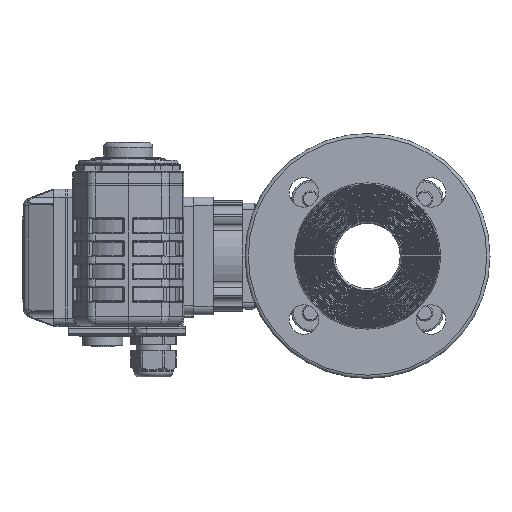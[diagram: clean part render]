
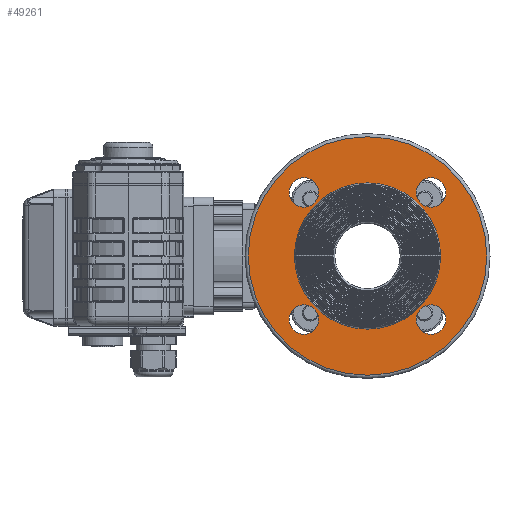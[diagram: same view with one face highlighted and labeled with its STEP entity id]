
A CAD part, left-side view. The second image highlights one B-rep face of the part: STEP entity #49261.
In plain terms, the highlighted planar face has unit normal (-1, 0, 0).
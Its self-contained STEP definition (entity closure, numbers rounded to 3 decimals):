
#9181=PLANE('',#52980);
#12487=ORIENTED_EDGE('',*,*,#26486,.T.);
#12488=ORIENTED_EDGE('',*,*,#26487,.F.);
#12489=ORIENTED_EDGE('',*,*,#26488,.F.);
#12490=ORIENTED_EDGE('',*,*,#26489,.F.);
#12491=ORIENTED_EDGE('',*,*,#26490,.F.);
#12492=ORIENTED_EDGE('',*,*,#26491,.F.);
#26486=EDGE_CURVE('',#33452,#33452,#37750,.T.);
#26487=EDGE_CURVE('',#33453,#33453,#37751,.T.);
#26488=EDGE_CURVE('',#33454,#33454,#37752,.T.);
#26489=EDGE_CURVE('',#33455,#33455,#37753,.T.);
#26490=EDGE_CURVE('',#33456,#33456,#37754,.T.);
#26491=EDGE_CURVE('',#33457,#33457,#37755,.T.);
#33452=VERTEX_POINT('',#101024);
#33453=VERTEX_POINT('',#101026);
#33454=VERTEX_POINT('',#101028);
#33455=VERTEX_POINT('',#101030);
#33456=VERTEX_POINT('',#101032);
#33457=VERTEX_POINT('',#101034);
#37750=CIRCLE('',#52981,73.);
#37751=CIRCLE('',#52982,44.75);
#37752=CIRCLE('',#52983,9.);
#37753=CIRCLE('',#52984,9.);
#37754=CIRCLE('',#52985,9.);
#37755=CIRCLE('',#52986,9.);
#40598=EDGE_LOOP('',(#12487));
#40599=EDGE_LOOP('',(#12488));
#40600=EDGE_LOOP('',(#12489));
#40601=EDGE_LOOP('',(#12490));
#40602=EDGE_LOOP('',(#12491));
#40603=EDGE_LOOP('',(#12492));
#44436=FACE_BOUND('',#40598,.T.);
#44437=FACE_BOUND('',#40599,.T.);
#44438=FACE_BOUND('',#40600,.T.);
#44439=FACE_BOUND('',#40601,.T.);
#44440=FACE_BOUND('',#40602,.T.);
#44441=FACE_BOUND('',#40603,.T.);
#49261=ADVANCED_FACE('',(#44436,#44437,#44438,#44439,#44440,#44441),#9181,
 .F.);
#52980=AXIS2_PLACEMENT_3D('',#101022,#59606,#59607);
#52981=AXIS2_PLACEMENT_3D('',#101023,#59608,#59609);
#52982=AXIS2_PLACEMENT_3D('',#101025,#59610,#59611);
#52983=AXIS2_PLACEMENT_3D('',#101027,#59612,#59613);
#52984=AXIS2_PLACEMENT_3D('',#101029,#59614,#59615);
#52985=AXIS2_PLACEMENT_3D('',#101031,#59616,#59617);
#52986=AXIS2_PLACEMENT_3D('',#101033,#59618,#59619);
#59606=DIRECTION('',(1.,0.,0.));
#59607=DIRECTION('',(0.,0.,-1.));
#59608=DIRECTION('',(-1.,0.,0.));
#59609=DIRECTION('',(0.,0.,1.));
#59610=DIRECTION('',(-1.,0.,0.));
#59611=DIRECTION('',(0.,0.,1.));
#59612=DIRECTION('',(-1.,0.,0.));
#59613=DIRECTION('',(0.,0.,1.));
#59614=DIRECTION('',(-1.,0.,0.));
#59615=DIRECTION('',(0.,0.,1.));
#59616=DIRECTION('',(-1.,0.,0.));
#59617=DIRECTION('',(0.,0.,1.));
#59618=DIRECTION('',(-1.,0.,0.));
#59619=DIRECTION('',(0.,0.,1.));
#101022=CARTESIAN_POINT('',(3.8,44.75,0.));
#101023=CARTESIAN_POINT('',(3.8,0.,0.));
#101024=CARTESIAN_POINT('',(3.8,0.,73.));
#101025=CARTESIAN_POINT('',(3.8,0.,0.));
#101026=CARTESIAN_POINT('',(3.8,0.,44.75));
#101027=CARTESIAN_POINT('',(3.8,38.891,38.891));
#101028=CARTESIAN_POINT('',(3.8,38.891,47.891));
#101029=CARTESIAN_POINT('',(3.8,-38.891,38.891));
#101030=CARTESIAN_POINT('',(3.8,-38.891,47.891));
#101031=CARTESIAN_POINT('',(3.8,-38.891,-38.891));
#101032=CARTESIAN_POINT('',(3.8,-38.891,-29.891));
#101033=CARTESIAN_POINT('',(3.8,38.891,-38.891));
#101034=CARTESIAN_POINT('',(3.8,38.891,-29.891));
